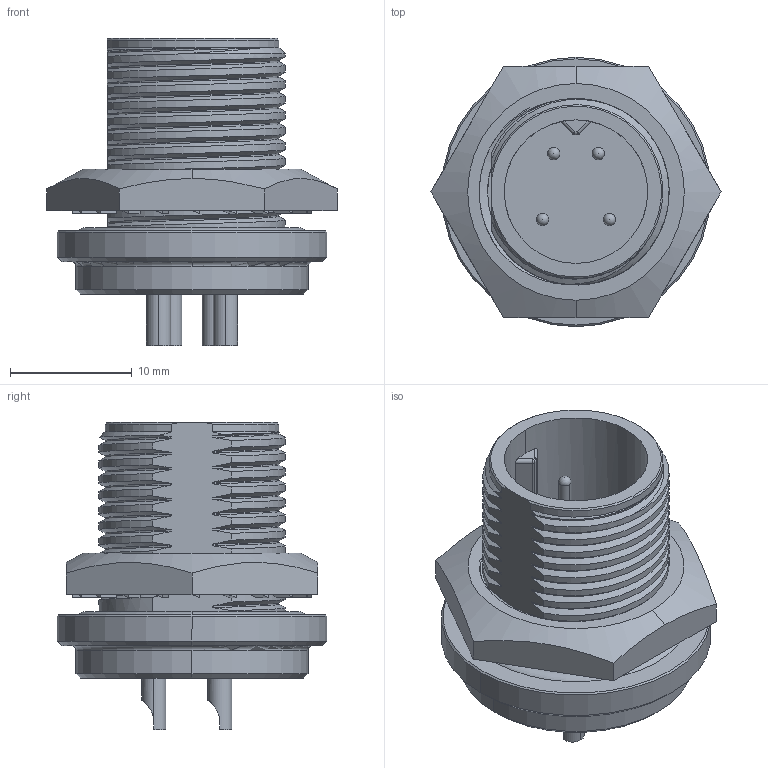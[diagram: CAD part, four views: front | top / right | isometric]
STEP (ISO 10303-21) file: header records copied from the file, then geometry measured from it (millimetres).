
FILE_DESCRIPTION (( 'STEP AP203' ), '1' );
FILE_NAME ('SF7282-4PG-3ES.STEP', '2014-09-12T15:21:19', ( '' ), ( '' ), 'SwSTEP 2.0', 'SolidWorks 2014', '' );
FILE_SCHEMA (( 'CONFIG_CONTROL_DESIGN' ));
Length unit declared in the file: inch
Products named in the file (1): SF7282-4PG-3ES
Bounding box: 23.82 x 22.1 x 25.2 mm (x, y, z)
Volume: 3992.8 mm3; surface area: 3421.1 mm2
Topology: 2 solids, 2 shells, 292 faces, 724 edges, 463 vertices
Faces by surface type: plane 168, cylinder 56, bspline 39, cone 19, sphere 6, torus 4
Entity records: 23845 total; most frequent: CARTESIAN_POINT 17334, ORIENTED_EDGE 1418, DIRECTION 1178, EDGE_CURVE 709, LINE 460, VECTOR 460, VERTEX_POINT 454, AXIS2_PLACEMENT_3D 359
